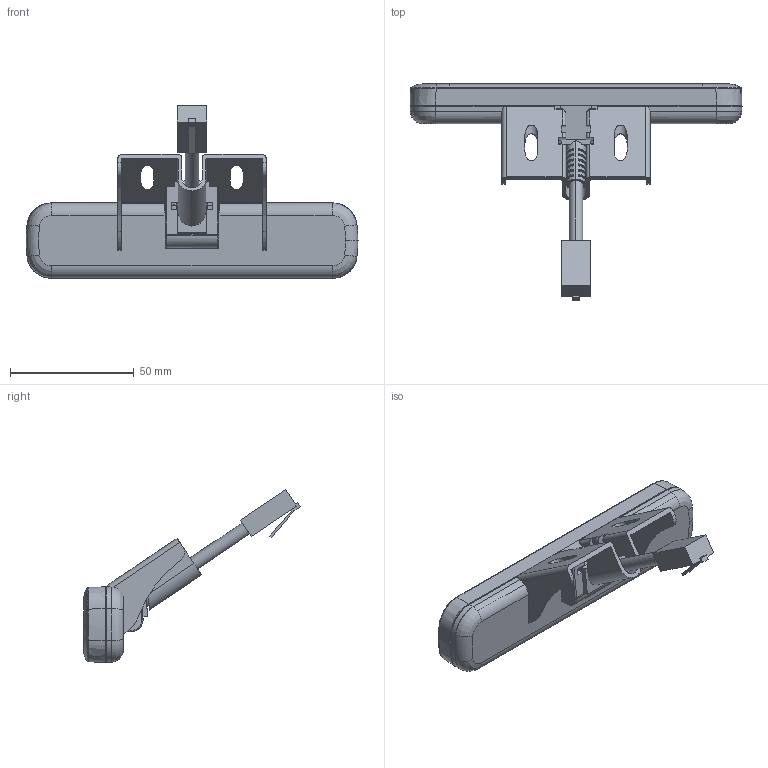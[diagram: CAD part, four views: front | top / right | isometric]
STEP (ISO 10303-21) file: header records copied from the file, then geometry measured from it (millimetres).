
FILE_DESCRIPTION((''),'2;1');
FILE_NAME('JCHT35M13-340_ASM','2020-01-07T12:42:43',('u'),('捷昌驱动'),'CREO PARAMETRIC BY PTC INC, 2018100','CREO PARAMETRIC BY PTC INC, 2018100','');
FILE_SCHEMA(('CONFIG_CONTROL_DESIGN'));
Length unit declared in the file: millimetre
Products named in the file (7): JCHT35M13-MJ_A; _X_E5_X_9B_X_BE_X_E5_X_9D_X_97_; JCHT35M13-SK_A_ASM; K11XK2-A0_A; J11_A; DOCUMENT_A_ASM; JCHT35M13-340_ASM
Assembly tree (6 placements, depth 4):
  JCHT35M13-340_ASM
    DOCUMENT_A_ASM
      JCHT35M13-MJ_A
      JCHT35M13-SK_A_ASM
        _X_E5_X_9B_X_BE_X_E5_X_9D_X_97_
      K11XK2-A0_A
      J11_A
Bounding box: 134.09 x 87.33 x 69.77 mm (x, y, z)
Volume: 22629.5 mm3; surface area: 46783.1 mm2
Topology: 3 solids, 7 shells, 836 faces, 2739 edges, 1872 vertices
Faces by surface type: plane 539, cylinder 179, bspline 64, cone 45, torus 9
Entity records: 37076 total; most frequent: CARTESIAN_POINT 13666, ORIENTED_EDGE 5120, DIRECTION 4299, EDGE_CURVE 2737, VERTEX_POINT 1872, VECTOR 1739, LINE 1739, AXIS2_PLACEMENT_3D 1280
